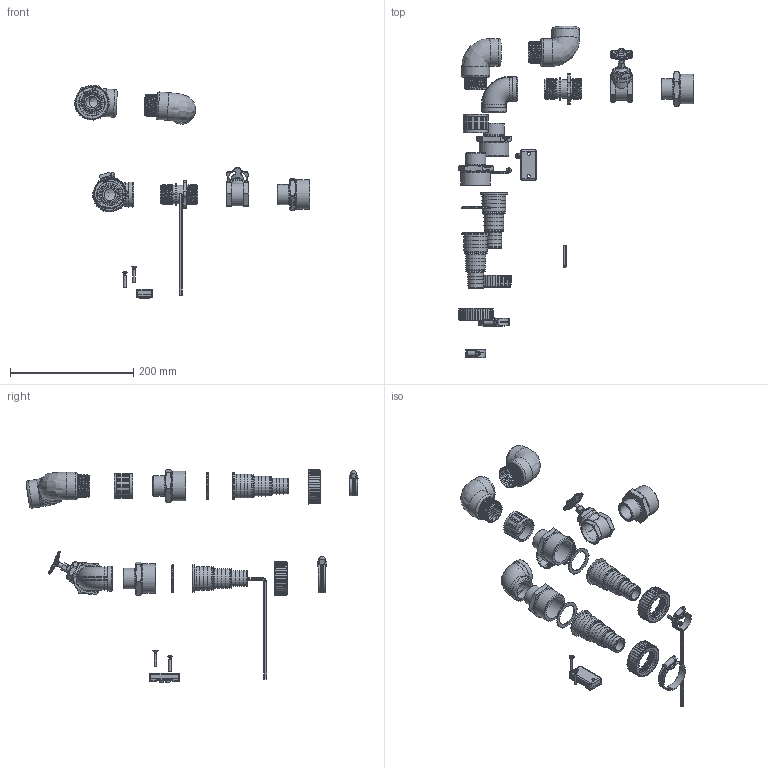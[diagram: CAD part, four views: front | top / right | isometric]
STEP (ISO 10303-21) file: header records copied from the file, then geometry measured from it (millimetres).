
FILE_DESCRIPTION(/* description */ (''),/* implementation_level */ '2;1');
FILE_NAME(/* name */ '51058 Installations Kit Jumping Jet.stp',/* time_stamp */ '2022-02-04T10:11:45+01:00',/* author */ ('guzb562'),/* organization */ (''),/* preprocessor_version */ 'ST-DEVELOPER v18.1',/* originating_system */ 'Autodesk Inventor 2022',/* authorisation */ '');
FILE_SCHEMA (('AUTOMOTIVE_DESIGN { 1 0 10303 214 3 1 1 }'));
Products named in the file (15): 51058 Installations Kit Jumping Jet; 1 Zoll - 90° Winkel AG-AG; Schieber 1 1_2; 3126_hexagonal_nipple; schlauchschelle_32_50; Reduzierung 1,5Zoll - 1Zoll AG-AG; 19491_flachdicht_tuelle_1_1_2z; 25218_stufenschlaucht_1_1_2z; schlauchschelle_20_32; 34655_ueberwurfmutter_36; 24563_winkel_90grad; muffe G1; 10889_gland_seal; NF EN ISO 7047 (Z) - M4x25 - 4.8 - Z; 10673_6k_schraubendreher_5mm
Assembly tree (21 placements, depth 2):
  51058 Installations Kit Jumping Jet
    1 Zoll - 90° Winkel AG-AG
    Schieber 1 1_2
    3126_hexagonal_nipple
    Reduzierung 1,5Zoll - 1Zoll AG-AG  x3
    25218_stufenschlaucht_1_1_2z  x2
    34655_ueberwurfmutter_36  x2
    schlauchschelle_32_50
    19491_flachdicht_tuelle_1_1_2z  x2
    schlauchschelle_20_32
    24563_winkel_90grad  x2
    muffe G1
    10889_gland_seal
    NF EN ISO 7047 (Z) - M4x25 - 4.8 - Z  x2
    10673_6k_schraubendreher_5mm
Bounding box: 382.35 x 538.49 x 345.44 mm (x, y, z)
Volume: 433123.4 mm3; surface area: 235701 mm2
Topology: 21 solids, 23 shells, 3802 faces, 9630 edges, 6034 vertices
Faces by surface type: plane 1347, bspline 1126, cylinder 870, torus 221, cone 204, sphere 34
Full cylindrical faces by diameter (mm): 3.3 x2, 4 x2, 6.977 x1, 8.4 x2, 9 x1, 9.329 x1, 9.768 x1, 10.5 x1, 24.8 x2, 25 x3, 25.8 x2, 27 x1, 30 x18, 30.291 x2, 32.6 x3, 33 x2, 33.249 x3, 33.281 x1, 33.449 x3, 33.491 x1, 33.5 x2, 33.7 x3, 34.886 x1, 36.4 x1, 38 x3, 38.8 x2, 40 x1, 40.5 x2, 44.8 x2, 45 x4
Entity records: 163210 total; most frequent: CARTESIAN_POINT 99347, ORIENTED_EDGE 13934, DIRECTION 12205, EDGE_CURVE 6967, AXIS2_PLACEMENT_3D 4614, VERTEX_POINT 4390, LINE 2977, VECTOR 2977
